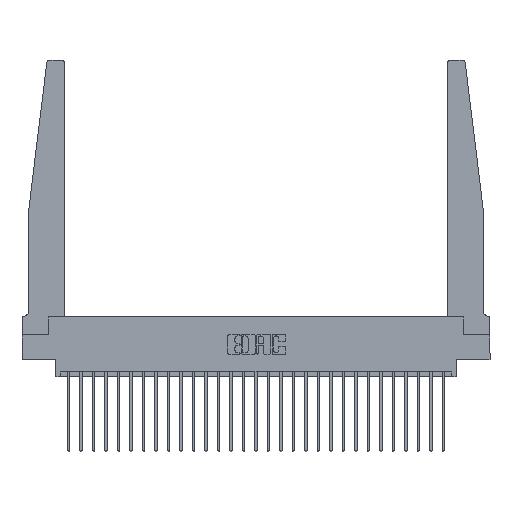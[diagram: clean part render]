
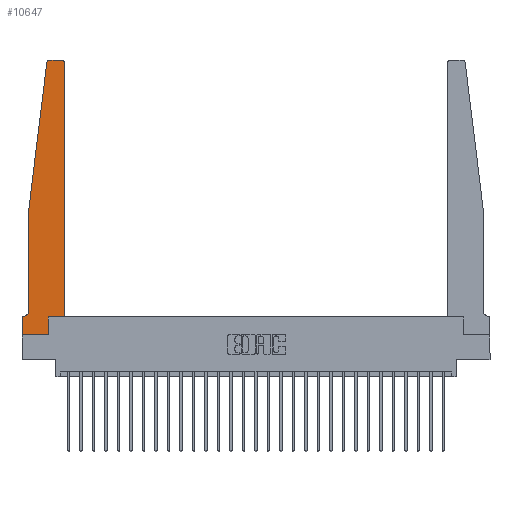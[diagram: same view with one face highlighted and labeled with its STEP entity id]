
A CAD part, top view. The second image highlights one B-rep face of the part: STEP entity #10647.
In plain terms, the highlighted planar face has unit normal (0, 0, 1).
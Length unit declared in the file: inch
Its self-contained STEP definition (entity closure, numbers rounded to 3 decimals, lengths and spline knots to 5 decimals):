
#92 = DIRECTION ( 'NONE',  ( 1., 0., 0. ) ) ;
#444 = CIRCLE ( 'NONE', #10605, 0.03 ) ;
#772 = CARTESIAN_POINT ( 'NONE',  ( 0.015, 0.1875, 0.37 ) ) ;
#935 = VERTEX_POINT ( 'NONE', #13635 ) ;
#1396 = EDGE_CURVE ( 'NONE', #20172, #24670, #3858, .T. ) ;
#1619 = CARTESIAN_POINT ( 'NONE',  ( 0.2605, 0., 0.37 ) ) ;
#2010 = CARTESIAN_POINT ( 'NONE',  ( 0.27653, 2.75, 0.37 ) ) ;
#2490 = ORIENTED_EDGE ( 'NONE', *, *, #24050, .T. ) ;
#2811 = DIRECTION ( 'NONE',  ( 0., 1., 0. ) ) ;
#2823 = DIRECTION ( 'NONE',  ( 1., 0., 0. ) ) ;
#2999 = EDGE_CURVE ( 'NONE', #9690, #13819, #4080, .T. ) ;
#3028 = CARTESIAN_POINT ( 'NONE',  ( 0.065, 1.25, 0.37 ) ) ;
#3161 = ORIENTED_EDGE ( 'NONE', *, *, #4421, .T. ) ;
#3596 = CARTESIAN_POINT ( 'NONE',  ( 0.065, 1.25, 0.37 ) ) ;
#3858 = CIRCLE ( 'NONE', #10932, 0.03 ) ;
#4080 = CIRCLE ( 'NONE', #4220, 0.05 ) ;
#4220 = AXIS2_PLACEMENT_3D ( 'NONE', #21973, #9720, #24062 ) ;
#4421 = EDGE_CURVE ( 'NONE', #14352, #25469, #444, .T. ) ;
#4455 = FACE_OUTER_BOUND ( 'NONE', #20471, .T. ) ;
#5195 = ORIENTED_EDGE ( 'NONE', *, *, #13585, .T. ) ;
#5203 = LINE ( 'NONE', #13098, #15489 ) ;
#5669 = DIRECTION ( 'NONE',  ( 1., 0., 0. ) ) ;
#5918 = CARTESIAN_POINT ( 'NONE',  ( 0.065, 0.2375, 0.37 ) ) ;
#6640 = LINE ( 'NONE', #7639, #12746 ) ;
#6877 = VECTOR ( 'NONE', #5669, 39.37008 ) ;
#6881 = CARTESIAN_POINT ( 'NONE',  ( 0., 0.1875, 0.37 ) ) ;
#7496 = CARTESIAN_POINT ( 'NONE',  ( 0.24675, 2.72367, 0.37 ) ) ;
#7639 = CARTESIAN_POINT ( 'NONE',  ( 0.425, 0.18, 0.37 ) ) ;
#8172 = VERTEX_POINT ( 'NONE', #26033 ) ;
#8282 = CARTESIAN_POINT ( 'NONE',  ( 0.395, 2.72, 0.37 ) ) ;
#8292 = DIRECTION ( 'NONE',  ( -1., 0., 0. ) ) ;
#8362 = VECTOR ( 'NONE', #19463, 39.37008 ) ;
#8773 = DIRECTION ( 'NONE',  ( 0., 0., 1. ) ) ;
#9557 = VERTEX_POINT ( 'NONE', #3596 ) ;
#9647 = VECTOR ( 'NONE', #92, 39.37008 ) ;
#9690 = VERTEX_POINT ( 'NONE', #5918 ) ;
#9720 = DIRECTION ( 'NONE',  ( 0., 0., -1. ) ) ;
#9896 = CARTESIAN_POINT ( 'NONE',  ( 0.065, 1.25, 0.37 ) ) ;
#9937 = LINE ( 'NONE', #18508, #21463 ) ;
#10068 = EDGE_CURVE ( 'NONE', #24670, #9557, #23453, .T. ) ;
#10129 = ORIENTED_EDGE ( 'NONE', *, *, #22930, .T. ) ;
#10239 = CARTESIAN_POINT ( 'NONE',  ( 0.395, 2.75, 0.37 ) ) ;
#10356 = DIRECTION ( 'NONE',  ( 1., 0., 0. ) ) ;
#10414 = EDGE_CURVE ( 'NONE', #21538, #18741, #19883, .T. ) ;
#10605 = AXIS2_PLACEMENT_3D ( 'NONE', #8282, #22622, #10356 ) ;
#10647 = ADVANCED_FACE ( 'NONE', ( #4455 ), #13070, .T. ) ;
#10932 = AXIS2_PLACEMENT_3D ( 'NONE', #21049, #8773, #23114 ) ;
#11003 = CARTESIAN_POINT ( 'NONE',  ( 0.2605, 0.18, 0.37 ) ) ;
#11408 = AXIS2_PLACEMENT_3D ( 'NONE', #6881, #15125, #2823 ) ;
#12048 = EDGE_CURVE ( 'NONE', #8172, #14352, #6640, .T. ) ;
#12325 = CARTESIAN_POINT ( 'NONE',  ( 0., 0., 0.37 ) ) ;
#12456 = CARTESIAN_POINT ( 'NONE',  ( 0., 0., 0.37 ) ) ;
#12746 = VECTOR ( 'NONE', #19916, 39.37008 ) ;
#12967 = ORIENTED_EDGE ( 'NONE', *, *, #12048, .T. ) ;
#13070 = PLANE ( 'NONE',  #11408 ) ;
#13098 = CARTESIAN_POINT ( 'NONE',  ( 0.25, 2.75, 0.37 ) ) ;
#13585 = EDGE_CURVE ( 'NONE', #935, #21538, #15268, .T. ) ;
#13635 = CARTESIAN_POINT ( 'NONE',  ( 0., 0.1875, 0.37 ) ) ;
#13819 = VERTEX_POINT ( 'NONE', #772 ) ;
#14086 = EDGE_CURVE ( 'NONE', #9557, #9690, #25520, .T. ) ;
#14352 = VERTEX_POINT ( 'NONE', #19004 ) ;
#14598 = VECTOR ( 'NONE', #24234, 39.37008 ) ;
#14760 = VERTEX_POINT ( 'NONE', #23096 ) ;
#14967 = ORIENTED_EDGE ( 'NONE', *, *, #10414, .T. ) ;
#15125 = DIRECTION ( 'NONE',  ( 0., 0., 1. ) ) ;
#15145 = DIRECTION ( 'NONE',  ( -1., 0., 0. ) ) ;
#15268 = LINE ( 'NONE', #12325, #25544 ) ;
#15489 = VECTOR ( 'NONE', #15145, 39.37008 ) ;
#15913 = CARTESIAN_POINT ( 'NONE',  ( 0.425, 0.18, 0.37 ) ) ;
#16472 = VECTOR ( 'NONE', #2811, 39.37008 ) ;
#16532 = DIRECTION ( 'NONE',  ( 0., -1., 0. ) ) ;
#16722 = ORIENTED_EDGE ( 'NONE', *, *, #14086, .T. ) ;
#16753 = EDGE_CURVE ( 'NONE', #14760, #8172, #20344, .T. ) ;
#17461 = ORIENTED_EDGE ( 'NONE', *, *, #1396, .T. ) ;
#18508 = CARTESIAN_POINT ( 'NONE',  ( 0.065, 0.1875, 0.37 ) ) ;
#18741 = VERTEX_POINT ( 'NONE', #1619 ) ;
#19004 = CARTESIAN_POINT ( 'NONE',  ( 0.425, 2.72, 0.37 ) ) ;
#19463 = DIRECTION ( 'NONE',  ( -0.122, -0.992, 0. ) ) ;
#19883 = LINE ( 'NONE', #12456, #9647 ) ;
#19916 = DIRECTION ( 'NONE',  ( 0., 1., 0. ) ) ;
#20067 = ORIENTED_EDGE ( 'NONE', *, *, #10068, .T. ) ;
#20172 = VERTEX_POINT ( 'NONE', #2010 ) ;
#20344 = LINE ( 'NONE', #15913, #6877 ) ;
#20471 = EDGE_LOOP ( 'NONE', ( #2490, #17461, #20067, #16722, #24200, #22806, #5195, #14967, #10129, #21684, #12967, #3161 ) ) ;
#21049 = CARTESIAN_POINT ( 'NONE',  ( 0.27653, 2.72, 0.37 ) ) ;
#21463 = VECTOR ( 'NONE', #8292, 39.37008 ) ;
#21538 = VERTEX_POINT ( 'NONE', #26594 ) ;
#21684 = ORIENTED_EDGE ( 'NONE', *, *, #16753, .T. ) ;
#21923 = LINE ( 'NONE', #11003, #16472 ) ;
#21973 = CARTESIAN_POINT ( 'NONE',  ( 0.015, 0.2375, 0.37 ) ) ;
#22622 = DIRECTION ( 'NONE',  ( 0., 0., 1. ) ) ;
#22806 = ORIENTED_EDGE ( 'NONE', *, *, #26397, .T. ) ;
#22930 = EDGE_CURVE ( 'NONE', #18741, #14760, #21923, .T. ) ;
#23096 = CARTESIAN_POINT ( 'NONE',  ( 0.2605, 0.18, 0.37 ) ) ;
#23114 = DIRECTION ( 'NONE',  ( 1., 0., 0. ) ) ;
#23453 = LINE ( 'NONE', #3028, #8362 ) ;
#24050 = EDGE_CURVE ( 'NONE', #25469, #20172, #5203, .T. ) ;
#24062 = DIRECTION ( 'NONE',  ( -1., 0., 0. ) ) ;
#24200 = ORIENTED_EDGE ( 'NONE', *, *, #2999, .T. ) ;
#24234 = DIRECTION ( 'NONE',  ( 0., -1., 0. ) ) ;
#24670 = VERTEX_POINT ( 'NONE', #7496 ) ;
#25469 = VERTEX_POINT ( 'NONE', #10239 ) ;
#25520 = LINE ( 'NONE', #9896, #14598 ) ;
#25544 = VECTOR ( 'NONE', #16532, 39.37008 ) ;
#26033 = CARTESIAN_POINT ( 'NONE',  ( 0.425, 0.18, 0.37 ) ) ;
#26397 = EDGE_CURVE ( 'NONE', #13819, #935, #9937, .T. ) ;
#26594 = CARTESIAN_POINT ( 'NONE',  ( 0., 0., 0.37 ) ) ;
